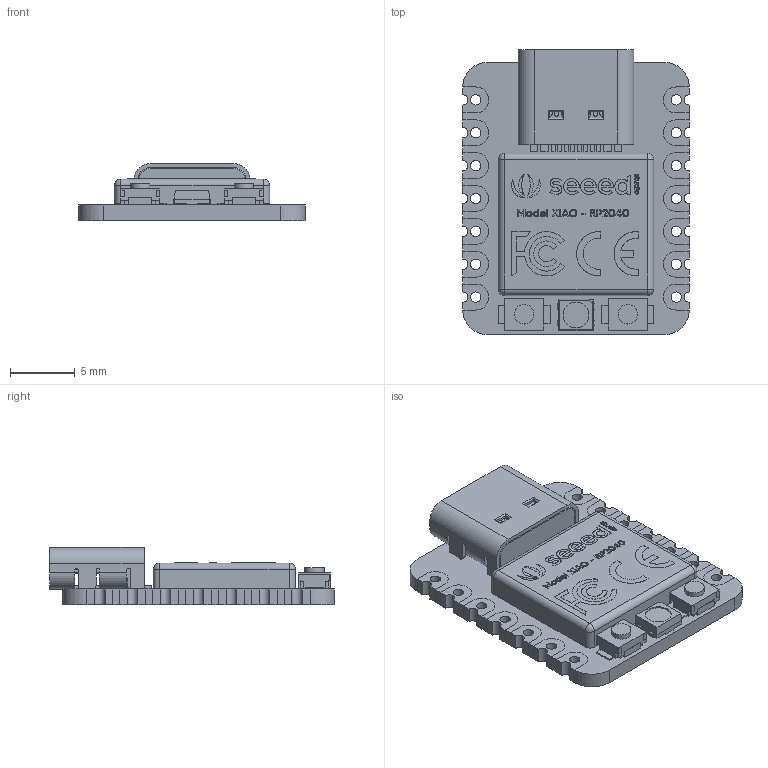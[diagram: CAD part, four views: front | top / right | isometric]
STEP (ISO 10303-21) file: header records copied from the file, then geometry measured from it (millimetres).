
FILE_DESCRIPTION(('FreeCAD Model'),'2;1');
FILE_NAME('Open CASCADE Shape Model','2025-12-07T19:05:45',('Author'),( ''),'Open CASCADE STEP processor 7.9','FreeCAD','Unknown');
FILE_SCHEMA(('AUTOMOTIVE_DESIGN { 1 0 10303 214 1 1 1 1 }'));
Length unit declared in the file: millimetre
Products named in the file (89): Seeed Studio XIAO RP2040 v26; main; type-c v026; type-c v2; type-c v003; type-c v004; type-c v005; type-c v006; type-c v007; type-c v008; type-c v009; type-c v010; type-c v011; type-c v012; type-c v013; type-c v014; type-c v015; type-c v016; type-c v017; type-c v018; type-c v019; type-c v020; type-c v021; type-c v022; type-c v023; type-c v024; type-c v025; smd_button v3; SK6805-2.4x2.7 v1; Shell; DOUT; DIN; VSS; VDD; smd_button v3(Mirror); COMPOUND016; COMPOUND; COMPOUND001; COMPOUND002; COMPOUND003 ...
Assembly tree (88 placements, depth 4):
  Seeed Studio XIAO RP2040 v26
    main
      type-c v026
        type-c v2
        type-c v003
        type-c v004
        type-c v005
        type-c v006
        type-c v007
        type-c v008
        type-c v009
        type-c v010
        type-c v011
        type-c v012
        type-c v013
        type-c v014
        type-c v015
        type-c v016
        type-c v017
        type-c v018
        type-c v019
        type-c v020
        type-c v021
        type-c v022
        type-c v023
        type-c v024
        type-c v025
      smd_button v3
      SK6805-2.4x2.7 v1
        Shell
        DOUT
        DIN
        VSS
        VDD
      smd_button v3(Mirror)
      COMPOUND016
        COMPOUND
        COMPOUND001
        COMPOUND002
        COMPOUND003
        COMPOUND004
        COMPOUND005
        COMPOUND006
        COMPOUND007
        COMPOUND008
        COMPOUND009
        COMPOUND010
        COMPOUND011
        COMPOUND012
        COMPOUND013
        COMPOUND014
        COMPOUND015
    COMPOUND053
      COMPOUND017
      COMPOUND018
      COMPOUND019
      COMPOUND020
      COMPOUND021
      COMPOUND022
      COMPOUND023
Bounding box: 17.5 x 22 x 4.41 mm (x, y, z)
Volume: 826.4 mm3; surface area: 2064.3 mm2
Topology: 83 solids, 83 shells, 1237 faces, 3124 edges, 2044 vertices
Faces by surface type: plane 839, bspline 195, cylinder 175, torus 12, sphere 10, cone 6
Full cylindrical faces by diameter (mm): 0.4 x1, 0.5 x2, 0.8 x14, 1.5 x2, 2 x1
Entity records: 40465 total; most frequent: CARTESIAN_POINT 9104, ORIENTED_EDGE 6232, DIRECTION 5358, EDGE_CURVE 3116, LINE 2356, VECTOR 2356, VERTEX_POINT 2044, AXIS2_PLACEMENT_3D 1501
